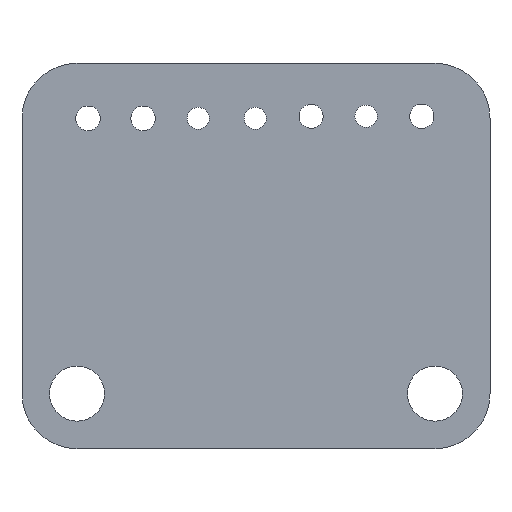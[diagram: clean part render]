
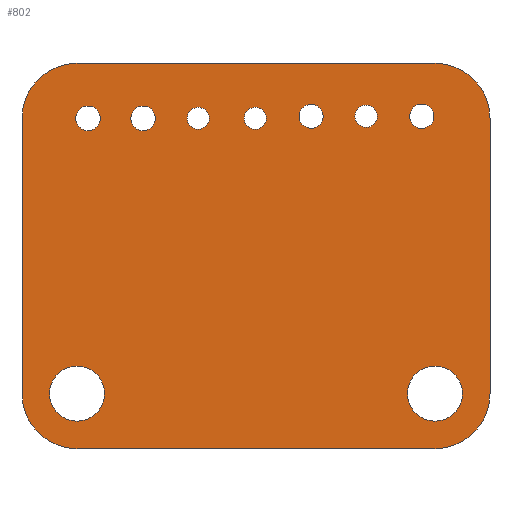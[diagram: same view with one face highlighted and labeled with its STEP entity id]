
A CAD part, front view. The second image highlights one B-rep face of the part: STEP entity #802.
In plain terms, the highlighted planar face has unit normal (0, -1, 0).
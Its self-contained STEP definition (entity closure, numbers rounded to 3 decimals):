
#33=FACE_BOUND('',#136,.T.);
#34=FACE_BOUND('',#137,.T.);
#35=FACE_BOUND('',#138,.T.);
#36=FACE_BOUND('',#139,.T.);
#37=FACE_BOUND('',#140,.T.);
#38=FACE_BOUND('',#141,.T.);
#39=FACE_BOUND('',#142,.T.);
#40=FACE_BOUND('',#143,.T.);
#41=FACE_BOUND('',#144,.T.);
#52=PLANE('',#888);
#86=FACE_OUTER_BOUND('',#135,.T.);
#135=EDGE_LOOP('',(#588,#589,#590,#591,#592,#593,#594,#595));
#136=EDGE_LOOP('',(#596));
#137=EDGE_LOOP('',(#597));
#138=EDGE_LOOP('',(#598));
#139=EDGE_LOOP('',(#599));
#140=EDGE_LOOP('',(#600));
#141=EDGE_LOOP('',(#601));
#142=EDGE_LOOP('',(#602));
#143=EDGE_LOOP('',(#603));
#144=EDGE_LOOP('',(#604));
#202=LINE('',#1259,#275);
#205=LINE('',#1265,#278);
#206=LINE('',#1269,#279);
#207=LINE('',#1273,#280);
#275=VECTOR('',#1019,10.);
#278=VECTOR('',#1024,10.);
#279=VECTOR('',#1027,10.);
#280=VECTOR('',#1030,10.);
#338=CIRCLE('',#859,2.176);
#340=CIRCLE('',#862,2.236);
#342=CIRCLE('',#865,5.);
#344=CIRCLE('',#868,2.);
#346=CIRCLE('',#871,2.029);
#348=CIRCLE('',#874,2.236);
#350=CIRCLE('',#877,5.);
#352=CIRCLE('',#880,2.);
#354=CIRCLE('',#883,2.21);
#356=CIRCLE('',#886,10.);
#357=CIRCLE('',#889,10.);
#358=CIRCLE('',#890,10.);
#359=CIRCLE('',#891,10.);
#364=VERTEX_POINT('',#1197);
#366=VERTEX_POINT('',#1203);
#368=VERTEX_POINT('',#1209);
#370=VERTEX_POINT('',#1215);
#372=VERTEX_POINT('',#1221);
#374=VERTEX_POINT('',#1227);
#376=VERTEX_POINT('',#1233);
#378=VERTEX_POINT('',#1239);
#380=VERTEX_POINT('',#1245);
#383=VERTEX_POINT('',#1252);
#384=VERTEX_POINT('',#1254);
#385=VERTEX_POINT('',#1258);
#387=VERTEX_POINT('',#1264);
#388=VERTEX_POINT('',#1266);
#389=VERTEX_POINT('',#1268);
#390=VERTEX_POINT('',#1270);
#391=VERTEX_POINT('',#1272);
#435=EDGE_CURVE('',#364,#364,#338,.T.);
#438=EDGE_CURVE('',#366,#366,#340,.T.);
#441=EDGE_CURVE('',#368,#368,#342,.T.);
#444=EDGE_CURVE('',#370,#370,#344,.T.);
#447=EDGE_CURVE('',#372,#372,#346,.T.);
#450=EDGE_CURVE('',#374,#374,#348,.T.);
#453=EDGE_CURVE('',#376,#376,#350,.T.);
#456=EDGE_CURVE('',#378,#378,#352,.T.);
#459=EDGE_CURVE('',#380,#380,#354,.T.);
#462=EDGE_CURVE('',#383,#384,#356,.T.);
#464=EDGE_CURVE('',#385,#384,#202,.T.);
#467=EDGE_CURVE('',#383,#387,#205,.T.);
#468=EDGE_CURVE('',#388,#387,#357,.T.);
#469=EDGE_CURVE('',#388,#389,#206,.T.);
#470=EDGE_CURVE('',#390,#389,#358,.T.);
#471=EDGE_CURVE('',#390,#391,#207,.T.);
#472=EDGE_CURVE('',#385,#391,#359,.T.);
#588=ORIENTED_EDGE('',*,*,#462,.F.);
#589=ORIENTED_EDGE('',*,*,#467,.T.);
#590=ORIENTED_EDGE('',*,*,#468,.F.);
#591=ORIENTED_EDGE('',*,*,#469,.T.);
#592=ORIENTED_EDGE('',*,*,#470,.F.);
#593=ORIENTED_EDGE('',*,*,#471,.T.);
#594=ORIENTED_EDGE('',*,*,#472,.F.);
#595=ORIENTED_EDGE('',*,*,#464,.T.);
#596=ORIENTED_EDGE('',*,*,#435,.T.);
#597=ORIENTED_EDGE('',*,*,#438,.T.);
#598=ORIENTED_EDGE('',*,*,#441,.T.);
#599=ORIENTED_EDGE('',*,*,#444,.T.);
#600=ORIENTED_EDGE('',*,*,#447,.T.);
#601=ORIENTED_EDGE('',*,*,#450,.T.);
#602=ORIENTED_EDGE('',*,*,#453,.T.);
#603=ORIENTED_EDGE('',*,*,#456,.T.);
#604=ORIENTED_EDGE('',*,*,#459,.T.);
#802=ADVANCED_FACE('',(#86,#33,#34,#35,#36,#37,#38,#39,#40,#41),#52,.F.);
#859=AXIS2_PLACEMENT_3D('',#1199,#951,#952);
#862=AXIS2_PLACEMENT_3D('',#1205,#958,#959);
#865=AXIS2_PLACEMENT_3D('',#1211,#965,#966);
#868=AXIS2_PLACEMENT_3D('',#1217,#972,#973);
#871=AXIS2_PLACEMENT_3D('',#1223,#979,#980);
#874=AXIS2_PLACEMENT_3D('',#1229,#986,#987);
#877=AXIS2_PLACEMENT_3D('',#1235,#993,#994);
#880=AXIS2_PLACEMENT_3D('',#1241,#1000,#1001);
#883=AXIS2_PLACEMENT_3D('',#1247,#1007,#1008);
#886=AXIS2_PLACEMENT_3D('',#1255,#1014,#1015);
#888=AXIS2_PLACEMENT_3D('',#1263,#1022,#1023);
#889=AXIS2_PLACEMENT_3D('',#1267,#1025,#1026);
#890=AXIS2_PLACEMENT_3D('',#1271,#1028,#1029);
#891=AXIS2_PLACEMENT_3D('',#1274,#1031,#1032);
#951=DIRECTION('center_axis',(0.,1.,0.));
#952=DIRECTION('ref_axis',(-1.,0.,0.));
#958=DIRECTION('center_axis',(0.,1.,0.));
#959=DIRECTION('ref_axis',(-1.,0.,0.));
#965=DIRECTION('center_axis',(0.,1.,0.));
#966=DIRECTION('ref_axis',(-1.,0.,0.));
#972=DIRECTION('center_axis',(0.,1.,0.));
#973=DIRECTION('ref_axis',(-1.,0.,0.));
#979=DIRECTION('center_axis',(0.,1.,0.));
#980=DIRECTION('ref_axis',(-1.,0.,0.));
#986=DIRECTION('center_axis',(0.,1.,0.));
#987=DIRECTION('ref_axis',(-1.,0.,0.));
#993=DIRECTION('center_axis',(0.,1.,0.));
#994=DIRECTION('ref_axis',(-1.,0.,0.));
#1000=DIRECTION('center_axis',(0.,1.,0.));
#1001=DIRECTION('ref_axis',(-1.,0.,0.));
#1007=DIRECTION('center_axis',(0.,1.,0.));
#1008=DIRECTION('ref_axis',(-1.,0.,0.));
#1014=DIRECTION('center_axis',(0.,1.,0.));
#1015=DIRECTION('ref_axis',(0.707,0.,-0.707));
#1019=DIRECTION('',(1.,0.,0.));
#1022=DIRECTION('center_axis',(0.,1.,0.));
#1023=DIRECTION('ref_axis',(1.,0.,0.));
#1024=DIRECTION('',(0.,0.,1.));
#1025=DIRECTION('center_axis',(0.,1.,0.));
#1026=DIRECTION('ref_axis',(0.707,0.,0.707));
#1027=DIRECTION('',(-1.,0.,0.));
#1028=DIRECTION('center_axis',(0.,1.,0.));
#1029=DIRECTION('ref_axis',(-0.707,0.,0.707));
#1030=DIRECTION('',(0.,0.,-1.));
#1031=DIRECTION('center_axis',(0.,1.,0.));
#1032=DIRECTION('ref_axis',(-0.707,0.,-0.707));
#1197=CARTESIAN_POINT('',(-25.309,0.,-9.627));
#1199=CARTESIAN_POINT('Origin',(-27.485,0.,-9.627));
#1203=CARTESIAN_POINT('',(-65.764,0.,-10.));
#1205=CARTESIAN_POINT('Origin',(-68.,0.,-10.));
#1209=CARTESIAN_POINT('',(-65.,0.,-60.));
#1211=CARTESIAN_POINT('Origin',(-70.,0.,-60.));
#1215=CARTESIAN_POINT('',(-35.636,0.,-10.));
#1217=CARTESIAN_POINT('Origin',(-37.636,0.,-10.));
#1221=CARTESIAN_POINT('',(-15.467,0.,-9.627));
#1223=CARTESIAN_POINT('Origin',(-17.497,0.,-9.627));
#1227=CARTESIAN_POINT('',(-55.764,0.,-10.));
#1229=CARTESIAN_POINT('Origin',(-58.,0.,-10.));
#1233=CARTESIAN_POINT('',(0.,0.,-60.));
#1235=CARTESIAN_POINT('Origin',(-5.,0.,-60.));
#1239=CARTESIAN_POINT('',(-46.,0.,-10.));
#1241=CARTESIAN_POINT('Origin',(-48.,0.,-10.));
#1245=CARTESIAN_POINT('',(-5.176,0.,-9.627));
#1247=CARTESIAN_POINT('Origin',(-7.386,0.,-9.627));
#1252=CARTESIAN_POINT('',(5.,0.,-60.));
#1254=CARTESIAN_POINT('',(-5.,0.,-70.));
#1255=CARTESIAN_POINT('Origin',(-5.,0.,-60.));
#1258=CARTESIAN_POINT('',(-70.,0.,-70.));
#1259=CARTESIAN_POINT('',(-80.,0.,-70.));
#1263=CARTESIAN_POINT('Origin',(-37.5,0.,-35.));
#1264=CARTESIAN_POINT('',(5.,0.,-10.));
#1265=CARTESIAN_POINT('',(5.,0.,-70.));
#1266=CARTESIAN_POINT('',(-5.,0.,0.));
#1267=CARTESIAN_POINT('Origin',(-5.,0.,-10.));
#1268=CARTESIAN_POINT('',(-70.,0.,0.));
#1269=CARTESIAN_POINT('',(5.,0.,0.));
#1270=CARTESIAN_POINT('',(-80.,0.,-10.));
#1271=CARTESIAN_POINT('Origin',(-70.,0.,-10.));
#1272=CARTESIAN_POINT('',(-80.,0.,-60.));
#1273=CARTESIAN_POINT('',(-80.,0.,0.));
#1274=CARTESIAN_POINT('Origin',(-70.,0.,-60.));
